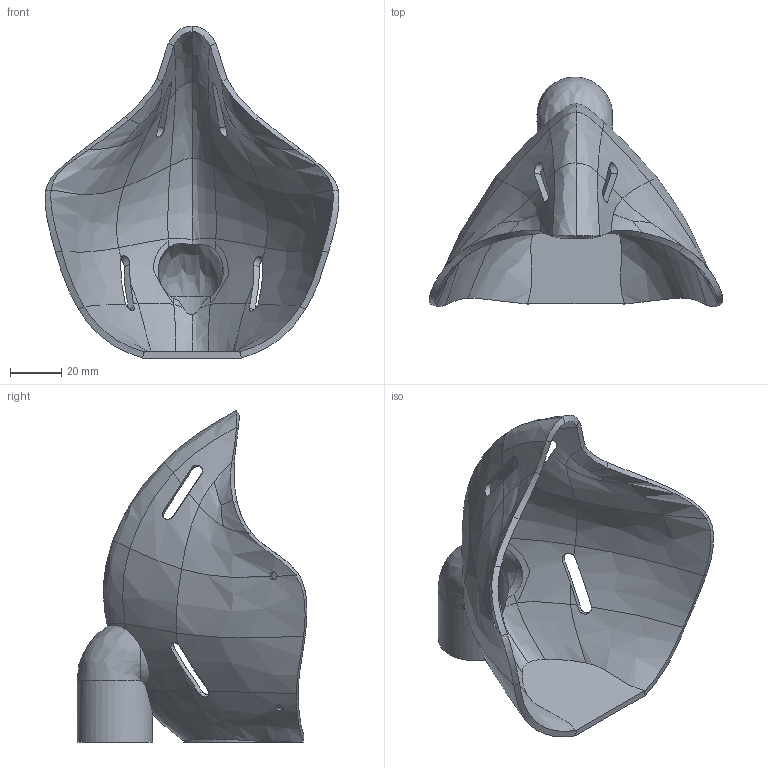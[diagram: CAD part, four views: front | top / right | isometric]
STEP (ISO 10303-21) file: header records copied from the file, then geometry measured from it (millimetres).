
FILE_DESCRIPTION(/* description */ (''),/* implementation_level */ '2;1');
FILE_NAME(/* name */ 'Valve_Mask_L_04.step',/* time_stamp */ '2020-03-19T18:47:14+02:00',/* author */ (''),/* organization */ (''),/* preprocessor_version */ 'ST-DEVELOPER v18',/* originating_system */ 'Autodesk Translation Framework v8.12.0.6',/* authorisation */ '');
FILE_SCHEMA (('AUTOMOTIVE_DESIGN { 1 0 10303 214 3 1 1 }'));
Length unit declared in the file: millimetre
Products named in the file (2): (Unsaved); Mask_L
Assembly tree (1 placements, depth 2):
  (Unsaved)
    Mask_L
Bounding box: 114.48 x 89.55 x 129.28 mm (x, y, z)
Volume: 52748.4 mm3; surface area: 45277.7 mm2
Topology: 1 solids, 1 shells, 145 faces, 390 edges, 236 vertices
Faces by surface type: bspline 109, cylinder 19, plane 17
Full cylindrical faces by diameter (mm): 3 x4, 25.4 x1, 29.4 x1
Entity records: 8620 total; most frequent: CARTESIAN_POINT 5942, ORIENTED_EDGE 772, EDGE_CURVE 386, B_SPLINE_CURVE_WITH_KNOTS 321, VERTEX_POINT 236, DIRECTION 162, EDGE_LOOP 148, FACE_OUTER_BOUND 145
